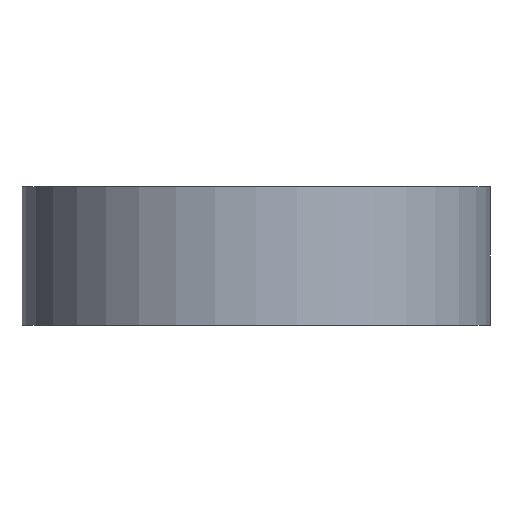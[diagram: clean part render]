
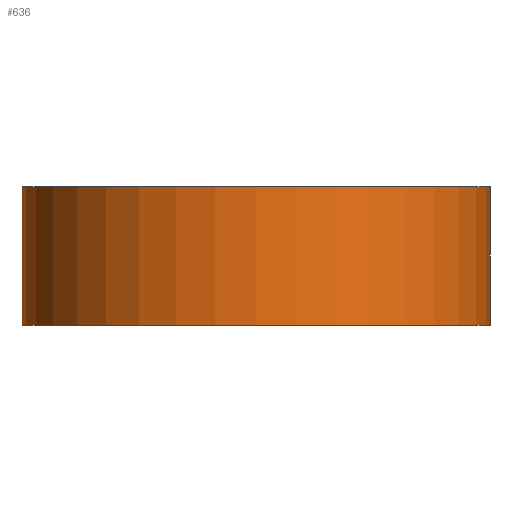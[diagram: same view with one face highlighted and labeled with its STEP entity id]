
A CAD part, left-side view. The second image highlights one B-rep face of the part: STEP entity #636.
In plain terms, the highlighted cylindrical face has radius 10.119 mm (diameter 20.239 mm), a partial arc.
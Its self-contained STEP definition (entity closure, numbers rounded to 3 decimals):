
#155=CARTESIAN_POINT('',(-15.,0.,-3.));
#156=DIRECTION('',(0.,0.,1.));
#157=DIRECTION('',(0.,1.,0.));
#158=AXIS2_PLACEMENT_3D('',#155,#156,#157);
#225=DIRECTION('',(0.,0.,-1.));
#226=VECTOR('',#225,6.);
#227=CARTESIAN_POINT('',(-15.,-10.119,3.));
#228=LINE('',#227,#226);
#237=DIRECTION('',(0.,0.,-1.));
#238=VECTOR('',#237,6.);
#239=CARTESIAN_POINT('',(-15.,10.119,3.));
#240=LINE('',#239,#238);
#241=CARTESIAN_POINT('',(-15.,0.,3.));
#242=DIRECTION('',(0.,0.,1.));
#243=DIRECTION('',(0.,1.,0.));
#244=AXIS2_PLACEMENT_3D('',#241,#242,#243);
#415=CARTESIAN_POINT('',(-15.,-10.119,3.));
#417=VERTEX_POINT('',#415);
#419=CARTESIAN_POINT('',(-15.,-10.119,-3.));
#421=VERTEX_POINT('',#419);
#435=CARTESIAN_POINT('',(-15.,10.119,3.));
#436=CARTESIAN_POINT('',(-15.,10.119,-3.));
#437=VERTEX_POINT('',#435);
#438=VERTEX_POINT('',#436);
#623=CARTESIAN_POINT('',(-15.,0.,2.));
#624=DIRECTION('',(0.,0.,1.));
#625=DIRECTION('',(0.,-1.,0.));
#626=AXIS2_PLACEMENT_3D('',#623,#624,#625);
#627=CYLINDRICAL_SURFACE('',#626,10.119);
#629=ORIENTED_EDGE('',*,*,#628,.F.);
#631=ORIENTED_EDGE('',*,*,#630,.T.);
#632=ORIENTED_EDGE('',*,*,#614,.T.);
#633=ORIENTED_EDGE('',*,*,#552,.F.);
#634=EDGE_LOOP('',(#629,#631,#632,#633));
#635=FACE_OUTER_BOUND('',#634,.F.);
#159=CIRCLE('',#158,10.119);
#245=CIRCLE('',#244,10.119);
#552=EDGE_CURVE('',#438,#421,#159,.T.);
#614=EDGE_CURVE('',#417,#421,#228,.T.);
#628=EDGE_CURVE('',#437,#438,#240,.T.);
#630=EDGE_CURVE('',#437,#417,#245,.T.);
#636=ADVANCED_FACE('',(#635),#627,.T.);
